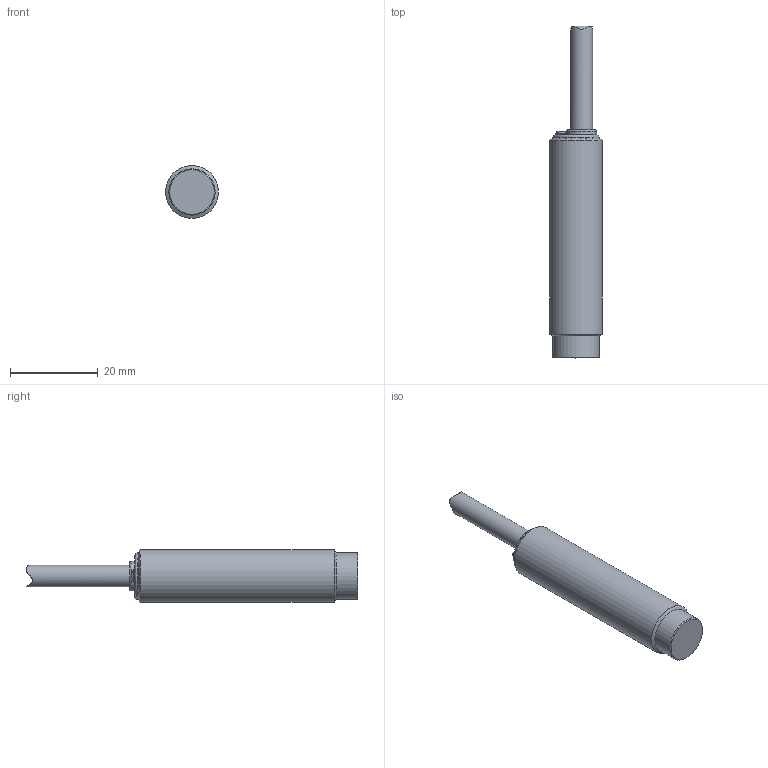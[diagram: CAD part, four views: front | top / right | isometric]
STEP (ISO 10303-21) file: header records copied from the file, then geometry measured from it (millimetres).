
FILE_DESCRIPTION (( 'STEP AP214' ), '1' );
FILE_NAME ('DW-AD-713-M12.STEP', '2018-04-11T17:22:10', ( '' ), ( '' ), 'SwSTEP 2.0', 'SolidWorks 2017', '' );
FILE_SCHEMA (( 'AUTOMOTIVE_DESIGN' ));
Length unit declared in the file: inch
Products named in the file (1): DW-AD-713-M12
Bounding box: 12 x 75.6 x 12 mm (x, y, z)
Volume: 6179.1 mm3; surface area: 2591.8 mm2
Topology: 2 solids, 2 shells, 34 faces, 72 edges, 44 vertices
Faces by surface type: plane 17, cone 8, cylinder 6, bspline 3
Full cylindrical faces by diameter (mm): 5 x1, 10.5 x1, 10.55 x1, 12 x1
Entity records: 1197 total; most frequent: CARTESIAN_POINT 521, DIRECTION 126, ORIENTED_EDGE 114, EDGE_CURVE 57, AXIS2_PLACEMENT_3D 54, EDGE_LOOP 45, FACE_OUTER_BOUND 40, VERTEX_POINT 38
